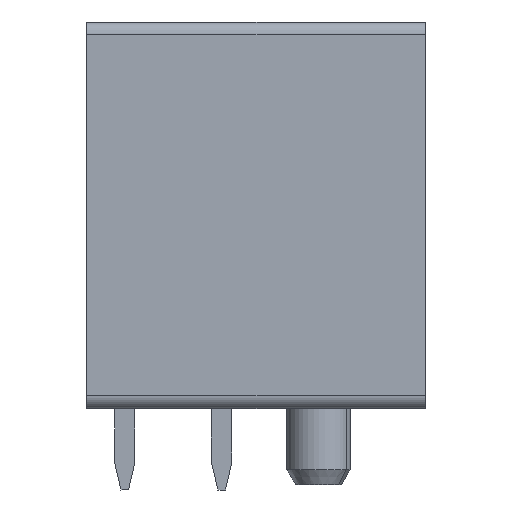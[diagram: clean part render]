
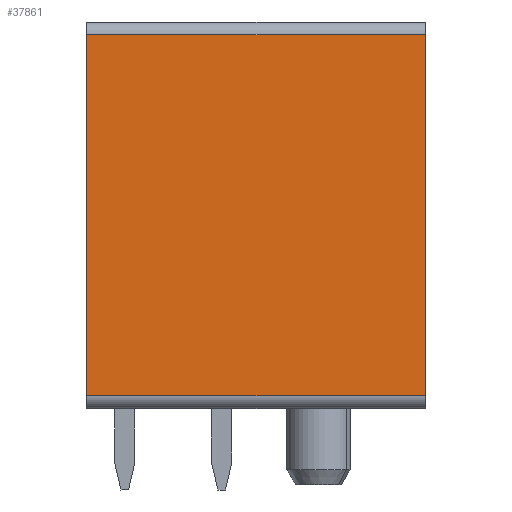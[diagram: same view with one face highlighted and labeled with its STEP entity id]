
A CAD part, left-side view. The second image highlights one B-rep face of the part: STEP entity #37861.
In plain terms, the highlighted planar face has unit normal (-1, 0, 0).
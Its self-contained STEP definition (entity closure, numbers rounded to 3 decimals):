
#37853=AXIS2_PLACEMENT_3D('Plane Axis2P3D',#37850,#37851,#37852) ;
#238=CARTESIAN_POINT('Vertex',(0.,0.,17.9)) ;
#241=CARTESIAN_POINT('Line Origine',(0.,0.,10.8)) ;
#245=CARTESIAN_POINT('Vertex',(0.,0.,3.7)) ;
#5013=CARTESIAN_POINT('Vertex',(0.,13.3,3.7)) ;
#5016=CARTESIAN_POINT('Line Origine',(0.,13.3,10.8)) ;
#5020=CARTESIAN_POINT('Vertex',(0.,13.3,17.9)) ;
#37821=CARTESIAN_POINT('Line Origine',(0.,6.65,17.9)) ;
#37838=CARTESIAN_POINT('Line Origine',(0.,6.65,3.7)) ;
#37850=CARTESIAN_POINT('Axis2P3D Location',(0.,0.,0.)) ;
#242=DIRECTION('Vector Direction',(0.,0.,-1.)) ;
#5017=DIRECTION('Vector Direction',(0.,0.,1.)) ;
#37822=DIRECTION('Vector Direction',(0.,1.,0.)) ;
#37839=DIRECTION('Vector Direction',(0.,1.,0.)) ;
#37851=DIRECTION('Axis2P3D Direction',(-1.,0.,0.)) ;
#37852=DIRECTION('Axis2P3D XDirection',(0.,-1.,0.)) ;
#243=VECTOR('Line Direction',#242,1.) ;
#5018=VECTOR('Line Direction',#5017,1.) ;
#37823=VECTOR('Line Direction',#37822,1.) ;
#37840=VECTOR('Line Direction',#37839,1.) ;
#37856=ORIENTED_EDGE('',*,*,#247,.T.) ;
#37857=ORIENTED_EDGE('',*,*,#37825,.T.) ;
#37858=ORIENTED_EDGE('',*,*,#5022,.T.) ;
#37859=ORIENTED_EDGE('',*,*,#37842,.T.) ;
#37861=ADVANCED_FACE('HOUSING',(#37860),#37854,.T.) ;
#247=EDGE_CURVE('',#246,#239,#244,.F.) ;
#5022=EDGE_CURVE('',#5021,#5014,#5019,.F.) ;
#37825=EDGE_CURVE('',#239,#5021,#37824,.T.) ;
#37842=EDGE_CURVE('',#5014,#246,#37841,.F.) ;
#37855=EDGE_LOOP('',(#37856,#37857,#37858,#37859)) ;
#37860=FACE_OUTER_BOUND('',#37855,.T.) ;
#244=LINE('Line',#241,#243) ;
#5019=LINE('Line',#5016,#5018) ;
#37824=LINE('Line',#37821,#37823) ;
#37841=LINE('Line',#37838,#37840) ;
#37854=PLANE('',#37853) ;
#239=VERTEX_POINT('',#238) ;
#246=VERTEX_POINT('',#245) ;
#5014=VERTEX_POINT('',#5013) ;
#5021=VERTEX_POINT('',#5020) ;
